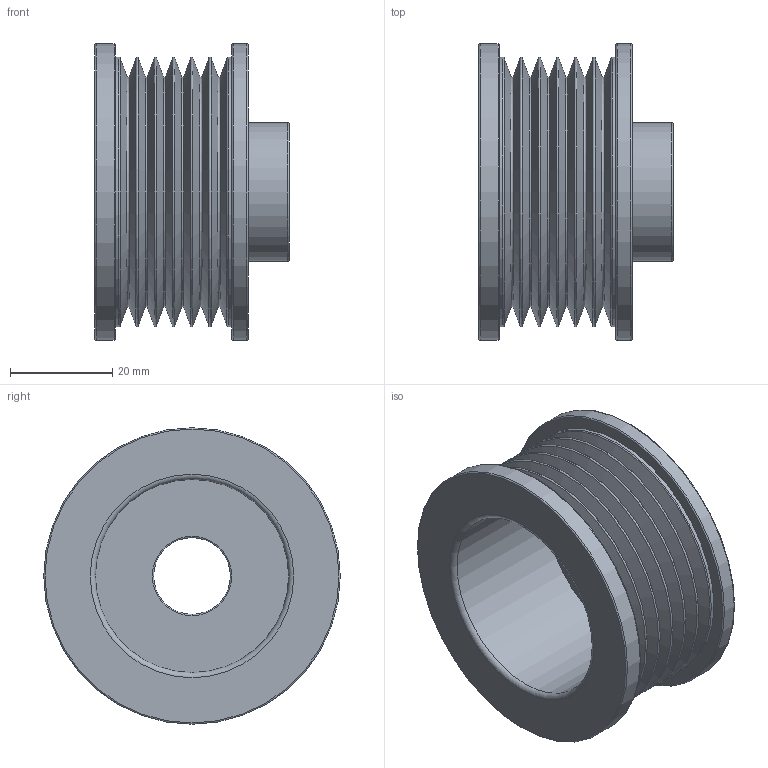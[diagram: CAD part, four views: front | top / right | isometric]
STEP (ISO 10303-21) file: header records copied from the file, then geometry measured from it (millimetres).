
FILE_DESCRIPTION(/* description */ (''),/* implementation_level */ '2;1');
FILE_NAME(/* name */ 'Poulie PK6 v4.step',/* time_stamp */ '2024-05-04T18:58:23+02:00',/* author */ (''),/* organization */ (''),/* preprocessor_version */ 'ST-DEVELOPER v20',/* originating_system */ 'Autodesk Translation Framework v12.20.1.177',/* authorisation */ '');
FILE_SCHEMA (('AUTOMOTIVE_DESIGN { 1 0 10303 214 3 1 1 }'));
Length unit declared in the file: millimetre
Products named in the file (1): Poulie PK6
Bounding box: 38 x 58 x 58 mm (x, y, z)
Volume: 35466.1 mm3; surface area: 19760.1 mm2
Topology: 1 solids, 1 shells, 45 faces, 87 edges, 48 vertices
Faces by surface type: torus 20, cone 12, cylinder 7, plane 6
Full cylindrical faces by diameter (mm): 15 x1, 27.1 x1, 37.8 x1, 52.7 x2, 58 x2
Entity records: 1186 total; most frequent: DIRECTION 247, CARTESIAN_POINT 181, ORIENTED_EDGE 174, AXIS2_PLACEMENT_3D 114, EDGE_CURVE 87, CIRCLE 68, EDGE_LOOP 51, VERTEX_POINT 48
